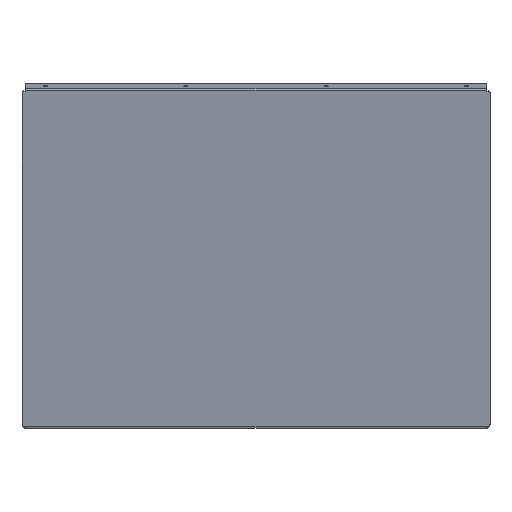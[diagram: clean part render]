
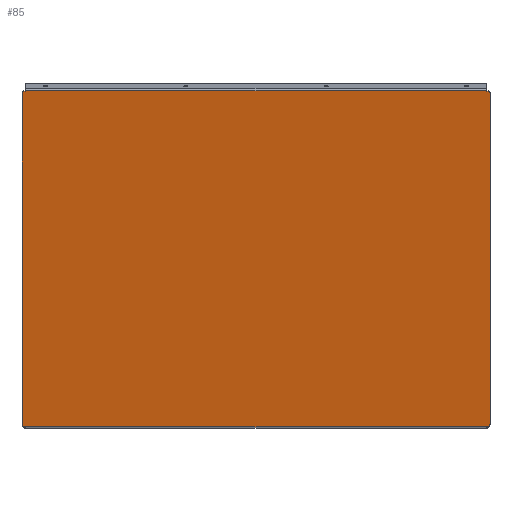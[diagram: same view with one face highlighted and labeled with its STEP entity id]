
A CAD part, top view. The second image highlights one B-rep face of the part: STEP entity #85.
In plain terms, the highlighted planar face has unit normal (0, -0.208, 0.978).
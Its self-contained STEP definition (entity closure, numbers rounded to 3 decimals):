
#85=ADVANCED_FACE('',(#299),#3027,.T.);
#299=FACE_OUTER_BOUND('',#497,.T.);
#497=EDGE_LOOP('',(#1046,#1047,#1048,#1049,#1050,#1051,#1052,#1053,#1054,
#1055,#1056,#1057,#1058,#1059,#1060,#1061));
#1046=ORIENTED_EDGE('',*,*,#1727,.F.);
#1047=ORIENTED_EDGE('',*,*,#1684,.T.);
#1048=ORIENTED_EDGE('',*,*,#1724,.F.);
#1049=ORIENTED_EDGE('',*,*,#1547,.T.);
#1050=ORIENTED_EDGE('',*,*,#1615,.T.);
#1051=ORIENTED_EDGE('',*,*,#1617,.F.);
#1052=ORIENTED_EDGE('',*,*,#1601,.T.);
#1053=ORIENTED_EDGE('',*,*,#1551,.F.);
#1054=ORIENTED_EDGE('',*,*,#1714,.F.);
#1055=ORIENTED_EDGE('',*,*,#1685,.F.);
#1056=ORIENTED_EDGE('',*,*,#1712,.F.);
#1057=ORIENTED_EDGE('',*,*,#1679,.T.);
#1058=ORIENTED_EDGE('',*,*,#1699,.F.);
#1059=ORIENTED_EDGE('',*,*,#1701,.F.);
#1060=ORIENTED_EDGE('',*,*,#1698,.T.);
#1061=ORIENTED_EDGE('',*,*,#1709,.T.);
#1547=EDGE_CURVE('',#2726,#2624,#1989,.T.);
#1551=EDGE_CURVE('',#2716,#2626,#1993,.T.);
#1601=EDGE_CURVE('',#2653,#2626,#2035,.T.);
#1615=EDGE_CURVE('',#2624,#2659,#2049,.T.);
#1617=EDGE_CURVE('',#2653,#2659,#2051,.T.);
#1679=EDGE_CURVE('',#2712,#2710,#2097,.T.);
#1684=EDGE_CURVE('',#2734,#2733,#2102,.T.);
#1685=EDGE_CURVE('',#2714,#2719,#2103,.T.);
#1698=EDGE_CURVE('',#2706,#2711,#2116,.T.);
#1699=EDGE_CURVE('',#2707,#2710,#2117,.T.);
#1701=EDGE_CURVE('',#2706,#2707,#2119,.T.);
#1709=EDGE_CURVE('',#2711,#2735,#2123,.T.);
#1712=EDGE_CURVE('',#2712,#2714,#2261,.T.);
#1714=EDGE_CURVE('',#2719,#2716,#2262,.T.);
#1724=EDGE_CURVE('',#2726,#2733,#2268,.T.);
#1727=EDGE_CURVE('',#2734,#2735,#2271,.T.);
#1989=B_SPLINE_CURVE_WITH_KNOTS('',1,(#4536,#4537),.UNSPECIFIED.,.F.,.F.,
(2,2),(1.5,3.),.UNSPECIFIED.);
#1993=B_SPLINE_CURVE_WITH_KNOTS('',1,(#4544,#4545),.UNSPECIFIED.,.F.,.F.,
(2,2),(1.5,3.),.UNSPECIFIED.);
#2035=B_SPLINE_CURVE_WITH_KNOTS('',1,(#4652,#4653),.UNSPECIFIED.,.F.,.F.,
(2,2),(0.,0.5),.UNSPECIFIED.);
#2049=B_SPLINE_CURVE_WITH_KNOTS('',1,(#4680,#4681),.UNSPECIFIED.,.F.,.F.,
(2,2),(0.,0.5),.UNSPECIFIED.);
#2051=B_SPLINE_CURVE_WITH_KNOTS('',1,(#4684,#4685),.UNSPECIFIED.,.F.,.F.,
(2,2),(0.,394.),.UNSPECIFIED.);
#2097=B_SPLINE_CURVE_WITH_KNOTS('',1,(#4832,#4833),.UNSPECIFIED.,.F.,.F.,
(2,2),(1.5,3.),.UNSPECIFIED.);
#2102=B_SPLINE_CURVE_WITH_KNOTS('',1,(#4842,#4843),.UNSPECIFIED.,.F.,.F.,
(2,2),(1.5,291.384),.UNSPECIFIED.);
#2103=B_SPLINE_CURVE_WITH_KNOTS('',1,(#4844,#4845),.UNSPECIFIED.,.F.,.F.,
(2,2),(1.5,291.384),.UNSPECIFIED.);
#2116=B_SPLINE_CURVE_WITH_KNOTS('',1,(#4870,#4871),.UNSPECIFIED.,.F.,.F.,
(2,2),(0.,0.5),.UNSPECIFIED.);
#2117=B_SPLINE_CURVE_WITH_KNOTS('',1,(#4872,#4873),.UNSPECIFIED.,.F.,.F.,
(2,2),(0.,0.5),.UNSPECIFIED.);
#2119=B_SPLINE_CURVE_WITH_KNOTS('',1,(#4876,#4877),.UNSPECIFIED.,.F.,.F.,
(2,2),(0.,394.),.UNSPECIFIED.);
#2123=B_SPLINE_CURVE_WITH_KNOTS('',1,(#4896,#4897),.UNSPECIFIED.,.F.,.F.,
(2,2),(0.,1.5),.UNSPECIFIED.);
#2261=TRIMMED_CURVE($,#2453,(#4904),(#4905),.T.,.CARTESIAN.);
#2262=TRIMMED_CURVE($,#2454,(#4909),(#4910),.T.,.CARTESIAN.);
#2268=TRIMMED_CURVE($,#2460,(#4935),(#4936),.T.,.CARTESIAN.);
#2271=TRIMMED_CURVE($,#2463,(#4944),(#4945),.T.,.CARTESIAN.);
#2453=CIRCLE('',#3295,1.5);
#2454=CIRCLE('',#3296,1.5);
#2460=CIRCLE('',#3302,1.5);
#2463=CIRCLE('',#3305,1.5);
#2624=VERTEX_POINT('',#4186);
#2626=VERTEX_POINT('',#4188);
#2653=VERTEX_POINT('',#4215);
#2659=VERTEX_POINT('',#4221);
#2706=VERTEX_POINT('',#4268);
#2707=VERTEX_POINT('',#4269);
#2710=VERTEX_POINT('',#4272);
#2711=VERTEX_POINT('',#4273);
#2712=VERTEX_POINT('',#4274);
#2714=VERTEX_POINT('',#4276);
#2716=VERTEX_POINT('',#4278);
#2719=VERTEX_POINT('',#4281);
#2726=VERTEX_POINT('',#4288);
#2733=VERTEX_POINT('',#4295);
#2734=VERTEX_POINT('',#4296);
#2735=VERTEX_POINT('',#4297);
#3027=PLANE('',#3128);
#3128=AXIS2_PLACEMENT_3D('',#4040,#3488,$);
#3295=AXIS2_PLACEMENT_3D($,#4903,#3690,#3691);
#3296=AXIS2_PLACEMENT_3D($,#4908,#3692,#3693);
#3302=AXIS2_PLACEMENT_3D($,#4934,#3704,#3705);
#3305=AXIS2_PLACEMENT_3D($,#4943,#3710,#3711);
#3488=DIRECTION('',(0.,-0.208,0.978));
#3690=DIRECTION('',(0.,0.208,-0.978));
#3691=DIRECTION('',(0.,0.978,0.208));
#3692=DIRECTION('',(0.,0.208,-0.978));
#3693=DIRECTION('',(1.,0.,0.));
#3704=DIRECTION('',(0.,0.208,-0.978));
#3705=DIRECTION('',(0.,-0.978,-0.208));
#3710=DIRECTION('',(0.,0.208,-0.978));
#3711=DIRECTION('',(-1.,0.,0.));
#4040=CARTESIAN_POINT('',(-200.,112.895,185.951));
#4186=CARTESIAN_POINT('',(-197.,-176.522,124.428));
#4188=CARTESIAN_POINT('',(197.,-176.522,124.428));
#4215=CARTESIAN_POINT('',(197.,-177.012,124.324));
#4221=CARTESIAN_POINT('',(-197.,-177.012,124.324));
#4268=CARTESIAN_POINT('',(-197.,110.449,185.431));
#4269=CARTESIAN_POINT('',(197.,110.449,185.431));
#4272=CARTESIAN_POINT('',(197.,109.96,185.327));
#4273=CARTESIAN_POINT('',(-197.,109.96,185.327));
#4274=CARTESIAN_POINT('',(198.5,109.96,185.327));
#4276=CARTESIAN_POINT('',(200.,108.493,185.015));
#4278=CARTESIAN_POINT('',(198.5,-176.522,124.428));
#4281=CARTESIAN_POINT('',(200.,-175.055,124.74));
#4288=CARTESIAN_POINT('',(-198.5,-176.522,124.428));
#4295=CARTESIAN_POINT('',(-200.,-175.055,124.74));
#4296=CARTESIAN_POINT('',(-200.,108.493,185.015));
#4297=CARTESIAN_POINT('',(-198.5,109.96,185.327));
#4536=CARTESIAN_POINT('',(-198.5,-176.522,124.428));
#4537=CARTESIAN_POINT('',(-197.,-176.522,124.428));
#4544=CARTESIAN_POINT('',(198.5,-176.522,124.428));
#4545=CARTESIAN_POINT('',(197.,-176.522,124.428));
#4652=CARTESIAN_POINT('',(197.,-177.012,124.324));
#4653=CARTESIAN_POINT('',(197.,-176.522,124.428));
#4680=CARTESIAN_POINT('',(-197.,-176.522,124.428));
#4681=CARTESIAN_POINT('',(-197.,-177.012,124.324));
#4684=CARTESIAN_POINT('',(197.,-177.012,124.324));
#4685=CARTESIAN_POINT('',(-197.,-177.012,124.324));
#4832=CARTESIAN_POINT('',(198.5,109.96,185.327));
#4833=CARTESIAN_POINT('',(197.,109.96,185.327));
#4842=CARTESIAN_POINT('',(-200.,108.493,185.015));
#4843=CARTESIAN_POINT('',(-200.,-175.055,124.74));
#4844=CARTESIAN_POINT('',(200.,108.493,185.015));
#4845=CARTESIAN_POINT('',(200.,-175.055,124.74));
#4870=CARTESIAN_POINT('',(-197.,110.449,185.431));
#4871=CARTESIAN_POINT('',(-197.,109.96,185.327));
#4872=CARTESIAN_POINT('',(197.,110.449,185.431));
#4873=CARTESIAN_POINT('',(197.,109.96,185.327));
#4876=CARTESIAN_POINT('',(-197.,110.449,185.431));
#4877=CARTESIAN_POINT('',(197.,110.449,185.431));
#4896=CARTESIAN_POINT('',(-197.,109.96,185.327));
#4897=CARTESIAN_POINT('',(-198.5,109.96,185.327));
#4903=CARTESIAN_POINT('',(198.5,108.493,185.015));
#4904=CARTESIAN_POINT('',(198.5,109.96,185.327));
#4905=CARTESIAN_POINT('',(200.,108.493,185.015));
#4908=CARTESIAN_POINT('',(198.5,-175.055,124.74));
#4909=CARTESIAN_POINT('',(200.,-175.055,124.74));
#4910=CARTESIAN_POINT('',(198.5,-176.522,124.428));
#4934=CARTESIAN_POINT('',(-198.5,-175.055,124.74));
#4935=CARTESIAN_POINT('',(-198.5,-176.522,124.428));
#4936=CARTESIAN_POINT('',(-200.,-175.055,124.74));
#4943=CARTESIAN_POINT('',(-198.5,108.493,185.015));
#4944=CARTESIAN_POINT('',(-200.,108.493,185.015));
#4945=CARTESIAN_POINT('',(-198.5,109.96,185.327));
